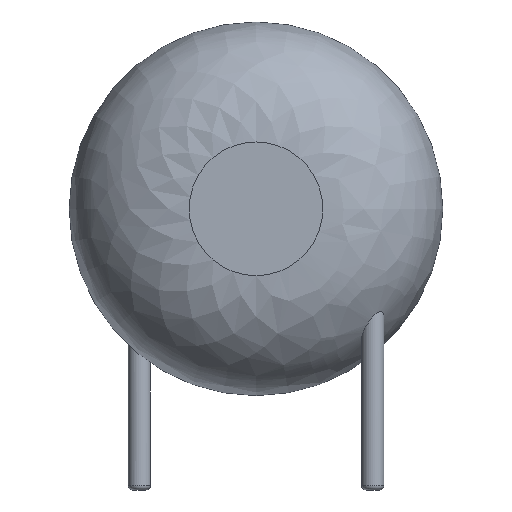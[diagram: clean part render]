
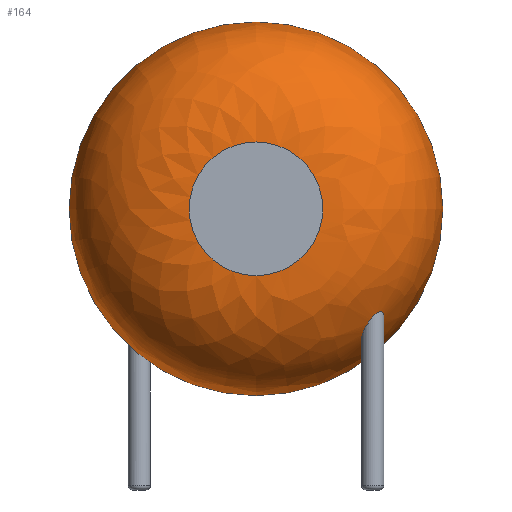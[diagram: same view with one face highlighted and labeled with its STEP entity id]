
A CAD part, front view. The second image highlights one B-rep face of the part: STEP entity #164.
In plain terms, the highlighted face is a revolution surface.
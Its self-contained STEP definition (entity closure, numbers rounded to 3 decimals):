
#24 = VERTEX_POINT('',#25);
#25 = CARTESIAN_POINT('',(9.75,-2.296,6.03));
#31 = EDGE_CURVE('',#24,#24,#32,.T.);
#32 = CIRCLE('',#33,6.);
#33 = AXIS2_PLACEMENT_3D('',#34,#35,#36);
#34 = CARTESIAN_POINT('',(3.75,-2.296,6.03));
#35 = DIRECTION('',(0.,-1.,0.));
#36 = DIRECTION('',(1.,0.,0.));
#164 = ADVANCED_FACE('',(#165,#185),#271,.T.);
#165 = FACE_BOUND('',#166,.T.);
#166 = EDGE_LOOP('',(#167,#168,#177,#184));
#167 = ORIENTED_EDGE('',*,*,#31,.T.);
#168 = ORIENTED_EDGE('',*,*,#169,.T.);
#169 = EDGE_CURVE('',#24,#170,#172,.T.);
#170 = VERTEX_POINT('',#171);
#171 = CARTESIAN_POINT('',(5.896,-6.15,6.03));
#172 = CIRCLE('',#173,3.854);
#173 = AXIS2_PLACEMENT_3D('',#174,#175,#176);
#174 = CARTESIAN_POINT('',(5.896,-2.296,6.03));
#175 = DIRECTION('',(0.,0.,-1.));
#176 = DIRECTION('',(1.,0.,0.));
#177 = ORIENTED_EDGE('',*,*,#178,.F.);
#178 = EDGE_CURVE('',#170,#170,#179,.T.);
#179 = CIRCLE('',#180,2.146);
#180 = AXIS2_PLACEMENT_3D('',#181,#182,#183);
#181 = CARTESIAN_POINT('',(3.75,-6.15,6.03));
#182 = DIRECTION('',(0.,-1.,0.));
#183 = DIRECTION('',(1.,0.,0.));
#184 = ORIENTED_EDGE('',*,*,#169,.F.);
#185 = FACE_BOUND('',#186,.T.);
#186 = EDGE_LOOP('',(#187,#210));
#187 = ORIENTED_EDGE('',*,*,#188,.T.);
#188 = EDGE_CURVE('',#189,#191,#193,.T.);
#189 = VERTEX_POINT('',#190);
#190 = CARTESIAN_POINT('',(7.86,-4.4,2.566));
#191 = VERTEX_POINT('',#192);
#192 = CARTESIAN_POINT('',(7.398,-4.055,1.814
));
#193 = B_SPLINE_CURVE_WITH_KNOTS('',8,(#194,#195,#196,#197,#198,#199,
#200,#201,#202,#203,#204,#205,#206,#207,#208,#209),.UNSPECIFIED.,.F.
,.F.,(9,7,9),(0.,0.38,1.),.UNSPECIFIED.);
#194 = CARTESIAN_POINT('',(7.86,-4.4,2.566));
#195 = CARTESIAN_POINT('',(7.86,-4.368,2.533));
#196 = CARTESIAN_POINT('',(7.857,-4.336,2.498)
);
#197 = CARTESIAN_POINT('',(7.85,-4.305,2.462)
);
#198 = CARTESIAN_POINT('',(7.841,-4.276,2.424)
);
#199 = CARTESIAN_POINT('',(7.829,-4.247,2.385)
);
#200 = CARTESIAN_POINT('',(7.815,-4.221,2.346
));
#201 = CARTESIAN_POINT('',(7.798,-4.195,2.307
));
#202 = CARTESIAN_POINT('',(7.747,-4.134,2.202
));
#203 = CARTESIAN_POINT('',(7.71,-4.1,2.138
));
#204 = CARTESIAN_POINT('',(7.667,-4.073,2.074)
);
#205 = CARTESIAN_POINT('',(7.62,-4.051,2.012)
);
#206 = CARTESIAN_POINT('',(7.567,-4.038,1.953
));
#207 = CARTESIAN_POINT('',(7.512,-4.033,1.899)
);
#208 = CARTESIAN_POINT('',(7.455,-4.038,1.851
));
#209 = CARTESIAN_POINT('',(7.398,-4.055,1.814
));
#210 = ORIENTED_EDGE('',*,*,#211,.T.);
#211 = EDGE_CURVE('',#191,#189,#212,.T.);
#212 = B_SPLINE_CURVE_WITH_KNOTS('',8,(#213,#214,#215,#216,#217,#218,
#219,#220,#221,#222,#223,#224,#225,#226,#227,#228,#229,#230,#231,
#232,#233,#234,#235,#236,#237,#238,#239,#240,#241,#242,#243,#244,
#245,#246,#247,#248,#249,#250,#251,#252,#253,#254,#255,#256,#257,
#258,#259,#260,#261,#262,#263,#264,#265,#266,#267,#268,#269,#270),
.UNSPECIFIED.,.F.,.F.,(9,7,7,7,7,7,7,7,9),(0.,0.125,
0.228,0.288,0.501,0.743,
0.822,0.92,1.),.UNSPECIFIED.);
#213 = CARTESIAN_POINT('',(7.398,-4.055,1.814
));
#214 = CARTESIAN_POINT('',(7.373,-4.062,1.797
));
#215 = CARTESIAN_POINT('',(7.348,-4.072,1.782
));
#216 = CARTESIAN_POINT('',(7.324,-4.084,1.77
));
#217 = CARTESIAN_POINT('',(7.3,-4.098,1.76
));
#218 = CARTESIAN_POINT('',(7.277,-4.114,1.752)
);
#219 = CARTESIAN_POINT('',(7.256,-4.133,1.748
));
#220 = CARTESIAN_POINT('',(7.237,-4.153,1.746
));
#221 = CARTESIAN_POINT('',(7.205,-4.193,1.749)
);
#222 = CARTESIAN_POINT('',(7.192,-4.211,1.752
));
#223 = CARTESIAN_POINT('',(7.18,-4.231,1.757
));
#224 = CARTESIAN_POINT('',(7.17,-4.251,1.765
));
#225 = CARTESIAN_POINT('',(7.162,-4.272,1.774)
);
#226 = CARTESIAN_POINT('',(7.155,-4.293,1.784)
);
#227 = CARTESIAN_POINT('',(7.15,-4.314,1.797
));
#228 = CARTESIAN_POINT('',(7.144,-4.347,1.818
));
#229 = CARTESIAN_POINT('',(7.142,-4.36,1.827
));
#230 = CARTESIAN_POINT('',(7.141,-4.372,1.836)
);
#231 = CARTESIAN_POINT('',(7.14,-4.384,1.845
));
#232 = CARTESIAN_POINT('',(7.14,-4.396,1.855
));
#233 = CARTESIAN_POINT('',(7.14,-4.408,1.865)
);
#234 = CARTESIAN_POINT('',(7.14,-4.42,1.876
));
#235 = CARTESIAN_POINT('',(7.145,-4.473,1.925
));
#236 = CARTESIAN_POINT('',(7.154,-4.512,1.967
));
#237 = CARTESIAN_POINT('',(7.167,-4.549,2.013
));
#238 = CARTESIAN_POINT('',(7.185,-4.583,2.06
));
#239 = CARTESIAN_POINT('',(7.206,-4.614,2.11
));
#240 = CARTESIAN_POINT('',(7.23,-4.643,2.161
));
#241 = CARTESIAN_POINT('',(7.257,-4.668,2.212
));
#242 = CARTESIAN_POINT('',(7.32,-4.715,2.322
));
#243 = CARTESIAN_POINT('',(7.357,-4.735,2.38
));
#244 = CARTESIAN_POINT('',(7.397,-4.751,2.438)
);
#245 = CARTESIAN_POINT('',(7.439,-4.761,2.495
));
#246 = CARTESIAN_POINT('',(7.484,-4.766,2.548)
);
#247 = CARTESIAN_POINT('',(7.531,-4.764,2.598
));
#248 = CARTESIAN_POINT('',(7.579,-4.755,2.64
));
#249 = CARTESIAN_POINT('',(7.643,-4.731,2.683
));
#250 = CARTESIAN_POINT('',(7.658,-4.724,2.693
));
#251 = CARTESIAN_POINT('',(7.673,-4.716,2.701
));
#252 = CARTESIAN_POINT('',(7.689,-4.708,2.708
));
#253 = CARTESIAN_POINT('',(7.703,-4.698,2.714)
);
#254 = CARTESIAN_POINT('',(7.718,-4.688,2.718
));
#255 = CARTESIAN_POINT('',(7.731,-4.676,2.721)
);
#256 = CARTESIAN_POINT('',(7.76,-4.65,2.723
));
#257 = CARTESIAN_POINT('',(7.775,-4.634,2.722
));
#258 = CARTESIAN_POINT('',(7.789,-4.617,2.718
));
#259 = CARTESIAN_POINT('',(7.802,-4.599,2.713)
);
#260 = CARTESIAN_POINT('',(7.813,-4.581,2.705
));
#261 = CARTESIAN_POINT('',(7.823,-4.562,2.695
));
#262 = CARTESIAN_POINT('',(7.831,-4.543,2.684
));
#263 = CARTESIAN_POINT('',(7.844,-4.509,2.661
));
#264 = CARTESIAN_POINT('',(7.848,-4.493,2.649
));
#265 = CARTESIAN_POINT('',(7.852,-4.477,2.637
));
#266 = CARTESIAN_POINT('',(7.855,-4.462,2.624
));
#267 = CARTESIAN_POINT('',(7.858,-4.446,2.61
));
#268 = CARTESIAN_POINT('',(7.859,-4.431,2.596)
);
#269 = CARTESIAN_POINT('',(7.86,-4.415,2.581));
#270 = CARTESIAN_POINT('',(7.86,-4.4,2.566));
#271 = SURFACE_OF_REVOLUTION('',#272,#285);
#272 = B_SPLINE_CURVE_WITH_KNOTS('',6,(#273,#274,#275,#276,#277,#278,
#279,#280,#281,#282,#283,#284),.UNSPECIFIED.,.F.,.F.,(7,5,7),(
0.,0.785,1.571),.UNSPECIFIED.);
#273 = CARTESIAN_POINT('',(9.75,-2.296,6.03));
#274 = CARTESIAN_POINT('',(9.75,-2.801,6.03));
#275 = CARTESIAN_POINT('',(9.671,-3.305,6.03));
#276 = CARTESIAN_POINT('',(9.512,-3.794,6.03));
#277 = CARTESIAN_POINT('',(9.279,-4.252,6.03));
#278 = CARTESIAN_POINT('',(8.978,-4.665,6.03));
#279 = CARTESIAN_POINT('',(8.265,-5.378,6.03));
#280 = CARTESIAN_POINT('',(7.852,-5.679,6.03));
#281 = CARTESIAN_POINT('',(7.394,-5.912,6.03));
#282 = CARTESIAN_POINT('',(6.905,-6.071,6.03));
#283 = CARTESIAN_POINT('',(6.401,-6.15,6.03));
#284 = CARTESIAN_POINT('',(5.896,-6.15,6.03));
#285 = AXIS1_PLACEMENT('',#286,#287);
#286 = CARTESIAN_POINT('',(3.75,-2.296,6.03));
#287 = DIRECTION('',(0.,-1.,0.));
